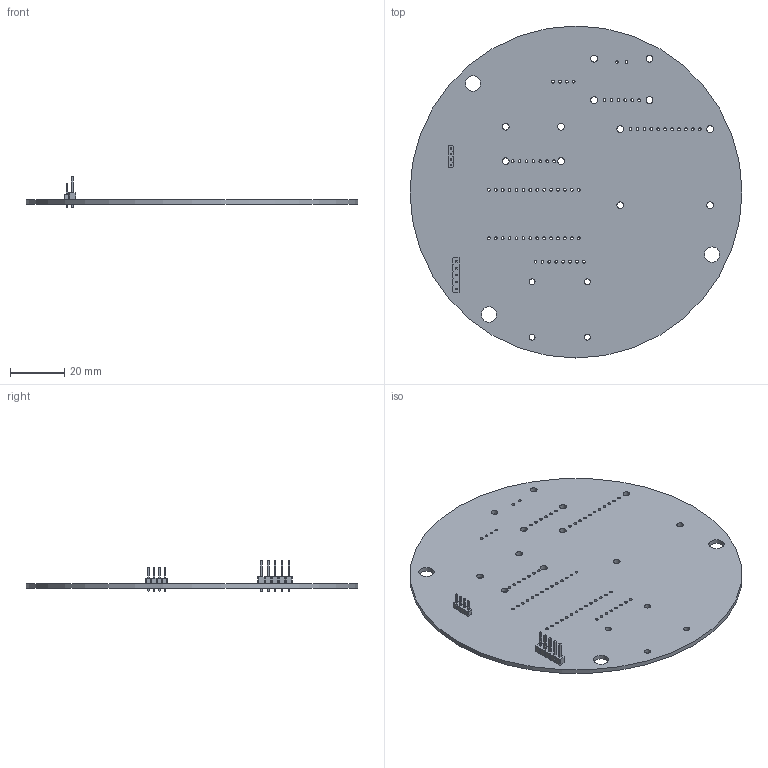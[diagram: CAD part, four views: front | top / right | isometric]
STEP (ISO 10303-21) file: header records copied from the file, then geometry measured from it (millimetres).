
FILE_DESCRIPTION(('KiCad electronic assembly'),'2;1');
FILE_NAME('soil-moisture-monitoring-circuit-design.step', '2025-04-14T20:27:33',('Pcbnew'),('Kicad'), 'Open CASCADE STEP processor 7.6','KiCad to STEP converter','Unknown' );
FILE_SCHEMA(('AUTOMOTIVE_DESIGN { 1 0 10303 214 1 1 1 1 }'));
Length unit declared in the file: millimetre
Products named in the file (6): soil-moisture-monitoring-circuit-design 1; PinHeader_1x05_P2.54mm_Vertical; PinHeader_1x05_P254mm_Vertical; PinHeader_1x04_P2.00mm_Vertical; PinHeader_1x04_P200mm_Vertical; soil-moisture-monitoring-circuit-design_PCB
Assembly tree (5 placements, depth 3):
  soil-moisture-monitoring-circuit-design 1
    PinHeader_1x05_P2.54mm_Vertical
      PinHeader_1x05_P254mm_Vertical
    PinHeader_1x04_P2.00mm_Vertical
      PinHeader_1x04_P200mm_Vertical
    soil-moisture-monitoring-circuit-design_PCB
Bounding box: 122 x 122 x 11.54 mm (x, y, z)
Volume: 18506.1 mm3; surface area: 24614.2 mm2
Topology: 3 solids, 3 shells, 321 faces, 819 edges, 522 vertices
Faces by surface type: plane 226, cylinder 95
Full cylindrical faces by diameter (mm): 0.8 x4, 1 x31, 1.016 x4, 1.02 x36, 2.2 x4, 2.5 x10, 2.54 x2, 5.657 x3, 122 x1
Entity records: 11640 total; most frequent: CARTESIAN_POINT 1668, DIRECTION 1663, ORIENTED_EDGE 1638, EDGE_CURVE 819, LINE 629, VECTOR 629, FACE_BOUND 527, EDGE_LOOP 527
